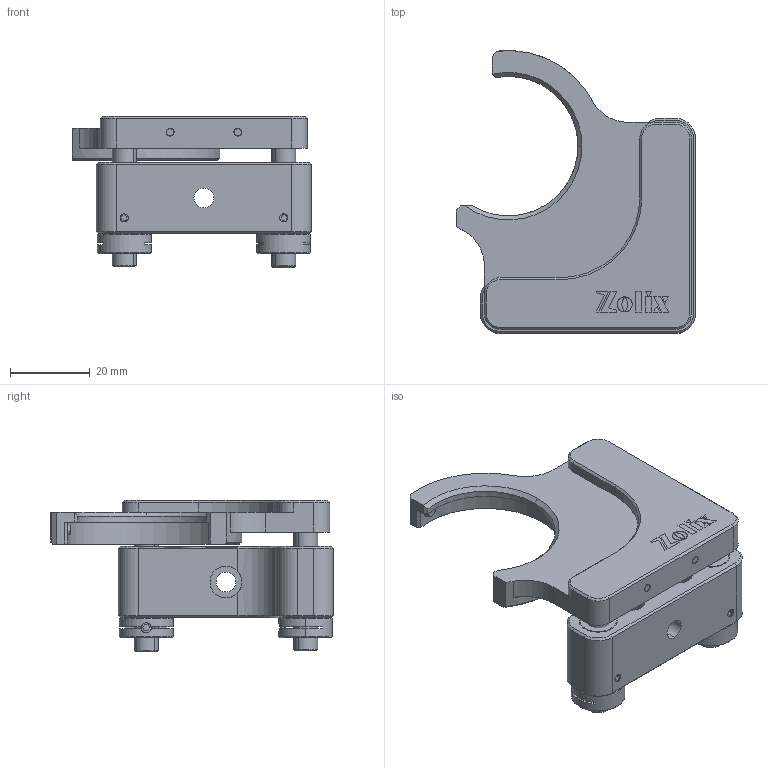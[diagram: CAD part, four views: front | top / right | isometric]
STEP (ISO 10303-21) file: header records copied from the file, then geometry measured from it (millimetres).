
FILE_DESCRIPTION (( 'STEP AP203' ), '1' );
FILE_NAME ('NMGC38.1.step', '2019-05-09T09:00:02', ( '' ), ( '' ), 'SwSTEP 2.0', 'SolidWorks 2016', '' );
FILE_SCHEMA (( 'CONFIG_CONTROL_DESIGN' ));
Length unit declared in the file: millimetre
Products named in the file (1): NMGC38.1
Bounding box: 60 x 71.05 x 38 mm (x, y, z)
Surface area: 20228.3 mm2 (no closed solid volume)
Topology: 0 solids, 40 shells, 376 faces, 1367 edges, 1000 vertices
Faces by surface type: plane 174, cylinder 124, cone 72, sphere 6
Entity records: 15194 total; most frequent: CARTESIAN_POINT 3499, DIRECTION 2443, ORIENTED_EDGE 2125, EDGE_CURVE 1353, VERTEX_POINT 994, LINE 899, VECTOR 899, AXIS2_PLACEMENT_3D 772
